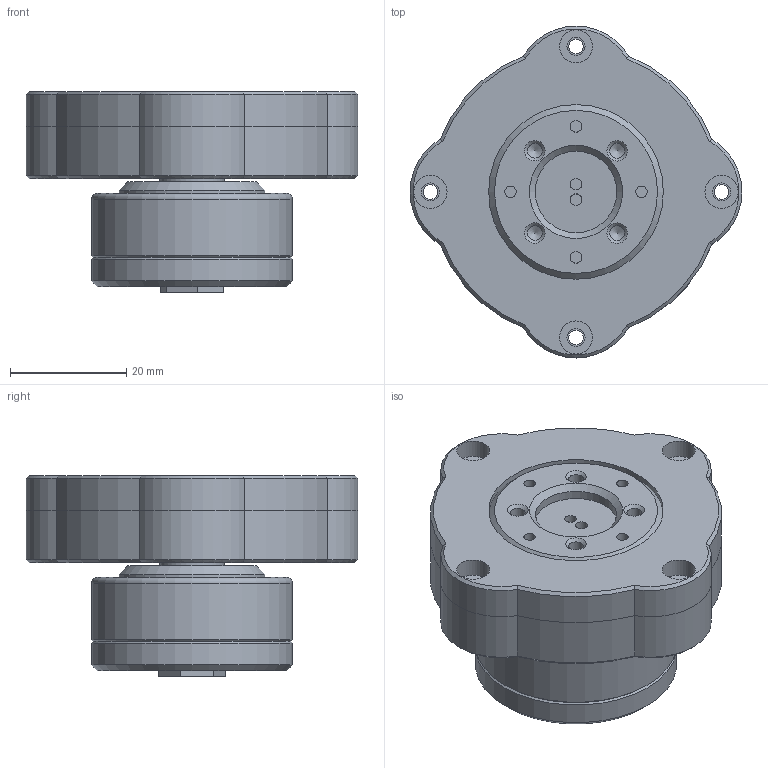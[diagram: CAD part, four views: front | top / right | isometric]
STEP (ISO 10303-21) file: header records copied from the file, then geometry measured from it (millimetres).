
FILE_DESCRIPTION(/* description */ (''),/* implementation_level */ '2;1');
FILE_NAME(/* name */ '',/* time_stamp */ '2024-09-10T18:41:32+08:00',/* author */ (''),/* organization */ (''),/* preprocessor_version */ 'ST-DEVELOPER v20',/* originating_system */ 'Autodesk Translation Framework v13.14.0.145',/* authorisation */ '');
FILE_SCHEMA (('AUTOMOTIVE_DESIGN { 1 0 10303 214 3 1 1 }'));
Length unit declared in the file: millimetre
Products named in the file (24): 摆线减速器1：30; Cycloidal reducer; 摆线轮1; 摆轮2; 轴承8X12X3.5; 轴承8X12X3.5 (1); 轴承8X12X3.5 (2); 轴承5X8X2.5; 轴承5X8X2.5 (1); 轴承5X8X2.5 (2); 轴承5X8X2.5 (3); 偏心轴; 偏心轴 (1); 无刷电机; 无刷电机_1; 转子; 定子; 销钉2X10; 零部件15; 零部件14; 零部件13; 输出盘; 顶盖; 底盖
Assembly tree (29 placements, depth 4):
  摆线减速器1：30
    Cycloidal reducer
    摆线轮1
    摆轮2
    轴承8X12X3.5
      轴承8X12X3.5 (1)
      轴承8X12X3.5 (2)
    轴承5X8X2.5
      轴承5X8X2.5 (1)  x4
      轴承5X8X2.5 (2)
      轴承5X8X2.5 (3)  x4
    偏心轴
    偏心轴 (1)
    无刷电机
      无刷电机_1
        转子
        定子
    销钉2X10
      零部件15
      零部件14
      零部件13
    输出盘
    顶盖
    底盖
Bounding box: 57 x 57 x 34.5 mm (x, y, z)
Volume: 36144.1 mm3; surface area: 30312.6 mm2
Topology: 25 solids, 25 shells, 340 faces, 789 edges, 515 vertices
Faces by surface type: cylinder 221, plane 77, cone 31, bspline 10, torus 1
Full cylindrical faces by diameter (mm): 2 x12, 2.075 x22, 2.529 x8, 2.55 x2, 2.58 x12, 3.1 x4, 4.5 x2, 5 x10, 5.7 x4, 6 x1, 8 x22, 8.5 x2, 11 x1, 11.1 x1, 12 x4, 12.8 x1, 14 x2, 15.5 x1, 25 x1, 29 x1, 30 x2, 33 x1, 34.5 x2, 37.25 x1
Entity records: 20140 total; most frequent: CARTESIAN_POINT 12115, DIRECTION 1524, ORIENTED_EDGE 1498, EDGE_CURVE 749, AXIS2_PLACEMENT_3D 644, VERTEX_POINT 491, EDGE_LOOP 422, FACE_OUTER_BOUND 316
